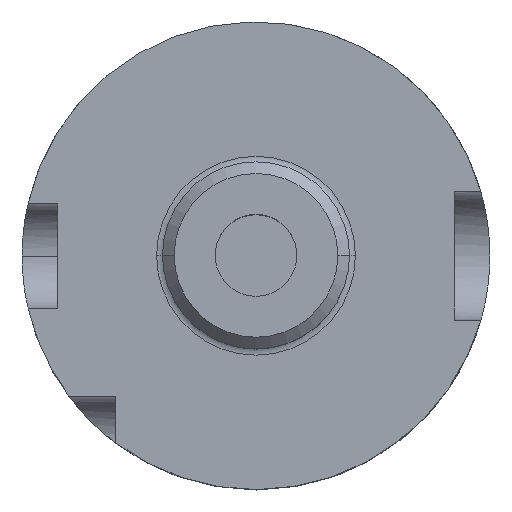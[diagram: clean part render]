
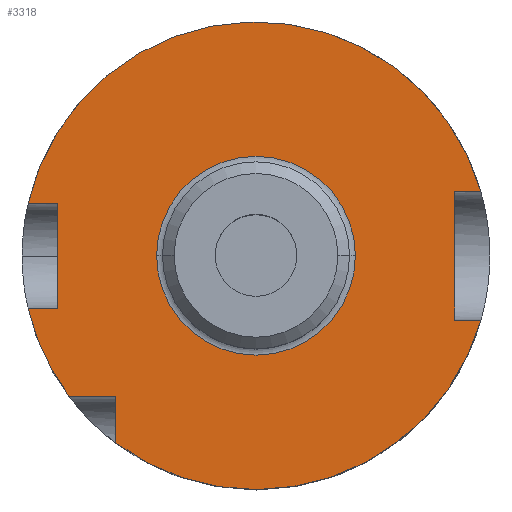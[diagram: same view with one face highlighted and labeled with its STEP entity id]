
A CAD part, top view. The second image highlights one B-rep face of the part: STEP entity #3318.
In plain terms, the highlighted planar face has unit normal (0, 0, 1).
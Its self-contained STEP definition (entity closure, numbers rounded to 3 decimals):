
#1 = CARTESIAN_POINT ( 'NONE',  ( -12., -12., 20. ) ) ;
#13 = CIRCLE ( 'NONE', #3162, 8.5 ) ;
#50 = VERTEX_POINT ( 'NONE', #2577 ) ;
#75 = CARTESIAN_POINT ( 'NONE',  ( 0., 0., 20. ) ) ;
#139 = CARTESIAN_POINT ( 'NONE',  ( 27., -5.5, 20. ) ) ;
#173 = DIRECTION ( 'NONE',  ( 0., 0., -1. ) ) ;
#198 = EDGE_CURVE ( 'NONE', #1136, #2770, #1151, .T. ) ;
#299 = VERTEX_POINT ( 'NONE', #2749 ) ;
#355 = DIRECTION ( 'NONE',  ( 1., 0., 0. ) ) ;
#360 = EDGE_CURVE ( 'NONE', #2411, #2058, #3281, .T. ) ;
#398 = ORIENTED_EDGE ( 'NONE', *, *, #1187, .F. ) ;
#430 = AXIS2_PLACEMENT_3D ( 'NONE', #75, #3181, #2187 ) ;
#432 = LINE ( 'NONE', #749, #1122 ) ;
#472 = FACE_OUTER_BOUND ( 'NONE', #769, .T. ) ;
#491 = VERTEX_POINT ( 'NONE', #1 ) ;
#493 = EDGE_CURVE ( 'NONE', #2917, #491, #2156, .T. ) ;
#495 = ORIENTED_EDGE ( 'NONE', *, *, #656, .F. ) ;
#570 = DIRECTION ( 'NONE',  ( -1., 0., 0. ) ) ;
#575 = EDGE_CURVE ( 'NONE', #774, #50, #1272, .T. ) ;
#589 = DIRECTION ( 'NONE',  ( 0., 0., -1. ) ) ;
#656 = EDGE_CURVE ( 'NONE', #2629, #50, #1195, .T. ) ;
#666 = CIRCLE ( 'NONE', #1273, 20. ) ;
#673 = ORIENTED_EDGE ( 'NONE', *, *, #1480, .F. ) ;
#728 = ORIENTED_EDGE ( 'NONE', *, *, #1889, .T. ) ;
#749 = CARTESIAN_POINT ( 'NONE',  ( -12., -12., 20. ) ) ;
#769 = EDGE_LOOP ( 'NONE', ( #1241, #847, #728, #673, #987, #2957, #398, #2689, #1090, #1279, #495 ) ) ;
#774 = VERTEX_POINT ( 'NONE', #944 ) ;
#779 = EDGE_CURVE ( 'NONE', #2917, #2629, #3074, .T. ) ;
#847 = ORIENTED_EDGE ( 'NONE', *, *, #493, .T. ) ;
#877 = CARTESIAN_POINT ( 'NONE',  ( -17., 4.5, 20. ) ) ;
#944 = CARTESIAN_POINT ( 'NONE',  ( -17., 4.5, 20. ) ) ;
#987 = ORIENTED_EDGE ( 'NONE', *, *, #3218, .T. ) ;
#1003 = CARTESIAN_POINT ( 'NONE',  ( 0., 0., 20. ) ) ;
#1030 = DIRECTION ( 'NONE',  ( 0., 0., -1. ) ) ;
#1037 = AXIS2_PLACEMENT_3D ( 'NONE', #3346, #589, #1250 ) ;
#1045 = CARTESIAN_POINT ( 'NONE',  ( 19.229, -5.5, 20. ) ) ;
#1057 = VERTEX_POINT ( 'NONE', #2352 ) ;
#1066 = EDGE_CURVE ( 'NONE', #1057, #299, #13, .T. ) ;
#1068 = AXIS2_PLACEMENT_3D ( 'NONE', #1003, #1030, #1506 ) ;
#1082 = ORIENTED_EDGE ( 'NONE', *, *, #1066, .T. ) ;
#1090 = ORIENTED_EDGE ( 'NONE', *, *, #2805, .T. ) ;
#1122 = VECTOR ( 'NONE', #2033, 1000. ) ;
#1136 = VERTEX_POINT ( 'NONE', #1565 ) ;
#1151 = CIRCLE ( 'NONE', #430, 20. ) ;
#1156 = LINE ( 'NONE', #2022, #2068 ) ;
#1187 = EDGE_CURVE ( 'NONE', #2770, #2411, #2193, .T. ) ;
#1195 = LINE ( 'NONE', #1664, #1309 ) ;
#1219 = CARTESIAN_POINT ( 'NONE',  ( 0., 0., 20. ) ) ;
#1241 = ORIENTED_EDGE ( 'NONE', *, *, #779, .F. ) ;
#1250 = DIRECTION ( 'NONE',  ( -1., 0., 0. ) ) ;
#1272 = LINE ( 'NONE', #877, #1384 ) ;
#1273 = AXIS2_PLACEMENT_3D ( 'NONE', #3064, #1530, #2837 ) ;
#1279 = ORIENTED_EDGE ( 'NONE', *, *, #575, .T. ) ;
#1309 = VECTOR ( 'NONE', #355, 1000. ) ;
#1335 = EDGE_CURVE ( 'NONE', #299, #1057, #2534, .T. ) ;
#1384 = VECTOR ( 'NONE', #2433, 1000. ) ;
#1480 = EDGE_CURVE ( 'NONE', #2589, #2304, #666, .T. ) ;
#1506 = DIRECTION ( 'NONE',  ( -1., 0., 0. ) ) ;
#1530 = DIRECTION ( 'NONE',  ( 0., 0., -1. ) ) ;
#1565 = CARTESIAN_POINT ( 'NONE',  ( -19.487, 4.5, 20. ) ) ;
#1597 = ORIENTED_EDGE ( 'NONE', *, *, #1335, .T. ) ;
#1664 = CARTESIAN_POINT ( 'NONE',  ( -27., -4.5, 20. ) ) ;
#1717 = FACE_BOUND ( 'NONE', #2924, .T. ) ;
#1818 = DIRECTION ( 'NONE',  ( 0., 0., -1. ) ) ;
#1832 = VECTOR ( 'NONE', #3328, 1000. ) ;
#1889 = EDGE_CURVE ( 'NONE', #491, #2304, #432, .T. ) ;
#1921 = CARTESIAN_POINT ( 'NONE',  ( 17., -5.5, 20. ) ) ;
#1935 = DIRECTION ( 'NONE',  ( -1., 0., 0. ) ) ;
#2000 = CARTESIAN_POINT ( 'NONE',  ( 17., 5.5, 20. ) ) ;
#2022 = CARTESIAN_POINT ( 'NONE',  ( -27., 4.5, 20. ) ) ;
#2031 = CARTESIAN_POINT ( 'NONE',  ( -16., -12., 20. ) ) ;
#2033 = DIRECTION ( 'NONE',  ( 0., -1., 0. ) ) ;
#2038 = VECTOR ( 'NONE', #1935, 1000. ) ;
#2058 = VERTEX_POINT ( 'NONE', #1921 ) ;
#2068 = VECTOR ( 'NONE', #2526, 1000. ) ;
#2120 = VECTOR ( 'NONE', #2772, 1000. ) ;
#2138 = CARTESIAN_POINT ( 'NONE',  ( 27., 5.5, 20. ) ) ;
#2156 = LINE ( 'NONE', #2325, #1832 ) ;
#2173 = CARTESIAN_POINT ( 'NONE',  ( 19.229, 5.5, 20. ) ) ;
#2187 = DIRECTION ( 'NONE',  ( -1., 0., 0. ) ) ;
#2193 = LINE ( 'NONE', #2138, #2452 ) ;
#2304 = VERTEX_POINT ( 'NONE', #3347 ) ;
#2325 = CARTESIAN_POINT ( 'NONE',  ( -22., -12., 20. ) ) ;
#2352 = CARTESIAN_POINT ( 'NONE',  ( 8.5, 0., 20. ) ) ;
#2391 = CARTESIAN_POINT ( 'NONE',  ( 0., 0., 20. ) ) ;
#2410 = AXIS2_PLACEMENT_3D ( 'NONE', #1219, #173, #2736 ) ;
#2411 = VERTEX_POINT ( 'NONE', #2477 ) ;
#2412 = DIRECTION ( 'NONE',  ( -1., 0., 0. ) ) ;
#2433 = DIRECTION ( 'NONE',  ( 0., -1., 0. ) ) ;
#2441 = CARTESIAN_POINT ( 'NONE',  ( -19.487, -4.5, 20. ) ) ;
#2452 = VECTOR ( 'NONE', #2412, 1000. ) ;
#2477 = CARTESIAN_POINT ( 'NONE',  ( 17., 5.5, 20. ) ) ;
#2526 = DIRECTION ( 'NONE',  ( 1., 0., 0. ) ) ;
#2534 = CIRCLE ( 'NONE', #1068, 8.5 ) ;
#2539 = PLANE ( 'NONE',  #1037 ) ;
#2577 = CARTESIAN_POINT ( 'NONE',  ( -17., -4.5, 20. ) ) ;
#2589 = VERTEX_POINT ( 'NONE', #1045 ) ;
#2629 = VERTEX_POINT ( 'NONE', #2441 ) ;
#2689 = ORIENTED_EDGE ( 'NONE', *, *, #198, .F. ) ;
#2736 = DIRECTION ( 'NONE',  ( -1., 0., 0. ) ) ;
#2749 = CARTESIAN_POINT ( 'NONE',  ( -8.5, 0., 20. ) ) ;
#2770 = VERTEX_POINT ( 'NONE', #2173 ) ;
#2772 = DIRECTION ( 'NONE',  ( 0., -1., 0. ) ) ;
#2805 = EDGE_CURVE ( 'NONE', #1136, #774, #1156, .T. ) ;
#2811 = LINE ( 'NONE', #139, #2038 ) ;
#2837 = DIRECTION ( 'NONE',  ( -1., 0., 0. ) ) ;
#2917 = VERTEX_POINT ( 'NONE', #2031 ) ;
#2924 = EDGE_LOOP ( 'NONE', ( #1597, #1082 ) ) ;
#2957 = ORIENTED_EDGE ( 'NONE', *, *, #360, .F. ) ;
#3064 = CARTESIAN_POINT ( 'NONE',  ( 0., 0., 20. ) ) ;
#3074 = CIRCLE ( 'NONE', #2410, 20. ) ;
#3162 = AXIS2_PLACEMENT_3D ( 'NONE', #2391, #1818, #570 ) ;
#3181 = DIRECTION ( 'NONE',  ( 0., 0., -1. ) ) ;
#3218 = EDGE_CURVE ( 'NONE', #2589, #2058, #2811, .T. ) ;
#3281 = LINE ( 'NONE', #2000, #2120 ) ;
#3318 = ADVANCED_FACE ( 'NONE', ( #1717, #472 ), #2539, .F. ) ;
#3328 = DIRECTION ( 'NONE',  ( 1., 0., 0. ) ) ;
#3346 = CARTESIAN_POINT ( 'NONE',  ( 0., 20., 20. ) ) ;
#3347 = CARTESIAN_POINT ( 'NONE',  ( -12., -16., 20. ) ) ;
